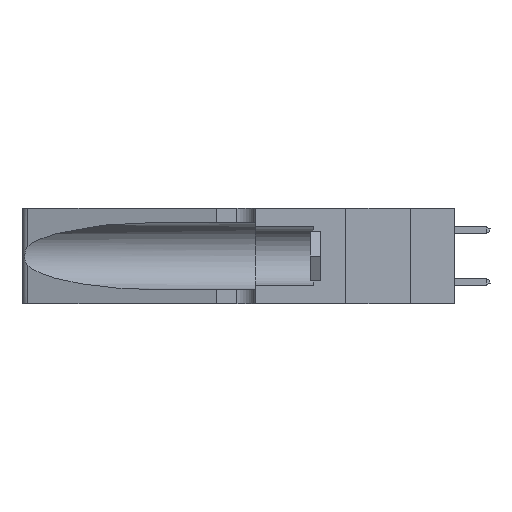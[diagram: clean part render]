
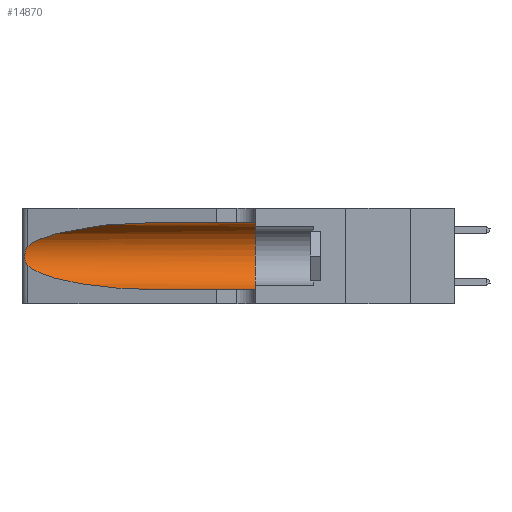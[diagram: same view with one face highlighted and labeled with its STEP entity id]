
A CAD part, left-side view. The second image highlights one B-rep face of the part: STEP entity #14870.
In plain terms, the highlighted cylindrical face has radius 3.308 mm (diameter 6.617 mm), a partial arc.
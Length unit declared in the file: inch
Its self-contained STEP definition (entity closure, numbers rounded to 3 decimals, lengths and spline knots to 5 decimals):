
#195 = CARTESIAN_POINT ( 'NONE',  ( 0.25487, 1.22718, 0.14631 ) ) ;
#1594 = CIRCLE ( 'NONE', #20708, 0.13025 ) ;
#1710 = CARTESIAN_POINT ( 'NONE',  ( 0.25487, 1.22718, 0.22369 ) ) ;
#1721 = VECTOR ( 'NONE', #23452, 39.37008 ) ;
#1913 = CARTESIAN_POINT ( 'NONE',  ( 0.18966, 0.96281, 0.31525 ) ) ;
#2071 = EDGE_CURVE ( 'NONE', #10700, #22083, #18091, .T. ) ;
#2273 = CARTESIAN_POINT ( 'NONE',  ( 0.25789, 1.23486, 0.15765 ) ) ;
#3313 = CARTESIAN_POINT ( 'NONE',  ( 0.25487, 1.22718, 0.14631 ) ) ;
#3417 = CARTESIAN_POINT ( 'NONE',  ( 0.2373, 1.15595, 0.08982 ) ) ;
#3563 = CYLINDRICAL_SURFACE ( 'NONE', #11785, 0.13025 ) ;
#3756 = EDGE_CURVE ( 'NONE', #20428, #22083, #1594, .T. ) ;
#3981 = B_SPLINE_CURVE_WITH_KNOTS ( 'NONE', 3,
 ( #11722, #18800, #23427, #9223, #25843, #13820, #7419, #14034, #11615, #30696, #2273, #9020, #11407, #195 ),
 .UNSPECIFIED., .F., .F.,
 ( 4, 2, 2, 2, 2, 2, 4 ),
 ( 0., 0.00027, 0.00053, 0.00107, 0.0016, 0.00187, 0.00214 ),
 .UNSPECIFIED. ) ;
#5796 = DIRECTION ( 'NONE',  ( 0., 0., 1. ) ) ;
#5866 = ORIENTED_EDGE ( 'NONE', *, *, #24923, .T. ) ;
#6259 = DIRECTION ( 'NONE',  ( 0., -1., 0. ) ) ;
#6427 = VERTEX_POINT ( 'NONE', #27904 ) ;
#7419 = CARTESIAN_POINT ( 'NONE',  ( 0.26075, 1.23896, 0.19203 ) ) ;
#8152 = DIRECTION ( 'NONE',  ( 0., -1., 0. ) ) ;
#8680 = ORIENTED_EDGE ( 'NONE', *, *, #3756, .F. ) ;
#8763 = CARTESIAN_POINT ( 'NONE',  ( 0.2373, 1.15595, 0.28018 ) ) ;
#8889 = ORIENTED_EDGE ( 'NONE', *, *, #10959, .T. ) ;
#9020 = CARTESIAN_POINT ( 'NONE',  ( 0.25639, 1.23186, 0.15144 ) ) ;
#9223 = CARTESIAN_POINT ( 'NONE',  ( 0.25787, 1.23484, 0.2124 ) ) ;
#10374 = CARTESIAN_POINT ( 'NONE',  ( 0.18966, 0.96281, 0.05475 ) ) ;
#10700 = VERTEX_POINT ( 'NONE', #16571 ) ;
#10959 = EDGE_CURVE ( 'NONE', #11792, #22222, #3981, .T. ) ;
#11407 = CARTESIAN_POINT ( 'NONE',  ( 0.25555, 1.22993, 0.14849 ) ) ;
#11522 = EDGE_CURVE ( 'NONE', #6427, #20428, #13896, .T. ) ;
#11615 = CARTESIAN_POINT ( 'NONE',  ( 0.26017, 1.23833, 0.17102 ) ) ;
#11722 = CARTESIAN_POINT ( 'NONE',  ( 0.25487, 1.22718, 0.22369 ) ) ;
#11759 = CARTESIAN_POINT ( 'NONE',  ( 0.1305, 0.35, 0.185 ) ) ;
#11785 = AXIS2_PLACEMENT_3D ( 'NONE', #15360, #8152, #24679 ) ;
#11792 = VERTEX_POINT ( 'NONE', #16660 ) ;
#12997 = ORIENTED_EDGE ( 'NONE', *, *, #25395, .T. ) ;
#13330 = ORIENTED_EDGE ( 'NONE', *, *, #11522, .F. ) ;
#13820 = CARTESIAN_POINT ( 'NONE',  ( 0.26018, 1.23835, 0.19895 ) ) ;
#13896 = LINE ( 'NONE', #20498, #19798 ) ;
#14034 = CARTESIAN_POINT ( 'NONE',  ( 0.26075, 1.23896, 0.178 ) ) ;
#14870 = ADVANCED_FACE ( 'NONE', ( #15494 ), #3563, .F. ) ;
#15360 = CARTESIAN_POINT ( 'NONE',  ( 0.1305, 1.61858, 0.185 ) ) ;
#15396 = CARTESIAN_POINT ( 'NONE',  ( 0.1305, 0.72297, 0.05475 ) ) ;
#15494 = FACE_OUTER_BOUND ( 'NONE', #28788, .T. ) ;
#15963 = ORIENTED_EDGE ( 'NONE', *, *, #2071, .T. ) ;
#16571 = CARTESIAN_POINT ( 'NONE',  ( 0.1305, 0.72297, 0.05475 ) ) ;
#16660 = CARTESIAN_POINT ( 'NONE',  ( 0.25487, 1.22718, 0.22369 ) ) ;
#17479 = CARTESIAN_POINT ( 'NONE',  ( 0.1305, 0.35, 0.05475 ) ) ;
#18091 = LINE ( 'NONE', #21290, #1721 ) ;
#18800 = CARTESIAN_POINT ( 'NONE',  ( 0.25555, 1.22994, 0.2215 ) ) ;
#19798 = VECTOR ( 'NONE', #6259, 39.37008 ) ;
#20428 = VERTEX_POINT ( 'NONE', #25516 ) ;
#20498 = CARTESIAN_POINT ( 'NONE',  ( 0.1305, 1.61858, 0.31525 ) ) ;
#20708 = AXIS2_PLACEMENT_3D ( 'NONE', #11759, #28342, #5796 ) ;
#21290 = CARTESIAN_POINT ( 'NONE',  ( 0.1305, 1.61858, 0.05475 ) ) ;
#21900 =( BOUNDED_CURVE ( )  B_SPLINE_CURVE ( 3, ( #3313, #3417, #10374, #15396 ),
 .UNSPECIFIED., .F., .T. ) 
 B_SPLINE_CURVE_WITH_KNOTS ( ( 4, 4 ),
 ( 3.44316, 4.71239 ),
 .UNSPECIFIED. ) 
 CURVE ( )  GEOMETRIC_REPRESENTATION_ITEM ( )  RATIONAL_B_SPLINE_CURVE ( ( 1., 0.87, 0.87, 1. ) ) 
 REPRESENTATION_ITEM ( '' )  );
#22083 = VERTEX_POINT ( 'NONE', #17479 ) ;
#22222 = VERTEX_POINT ( 'NONE', #29659 ) ;
#23427 = CARTESIAN_POINT ( 'NONE',  ( 0.25639, 1.23184, 0.21858 ) ) ;
#23452 = DIRECTION ( 'NONE',  ( 0., -1., 0. ) ) ;
#24679 = DIRECTION ( 'NONE',  ( 0., 0., -1. ) ) ;
#24923 = EDGE_CURVE ( 'NONE', #6427, #11792, #27411, .T. ) ;
#25395 = EDGE_CURVE ( 'NONE', #22222, #10700, #21900, .T. ) ;
#25516 = CARTESIAN_POINT ( 'NONE',  ( 0.1305, 0.35, 0.31525 ) ) ;
#25843 = CARTESIAN_POINT ( 'NONE',  ( 0.25854, 1.2359, 0.20912 ) ) ;
#27411 =( BOUNDED_CURVE ( )  B_SPLINE_CURVE ( 3, ( #30018, #1913, #8763, #1710 ),
 .UNSPECIFIED., .F., .T. ) 
 B_SPLINE_CURVE_WITH_KNOTS ( ( 4, 4 ),
 ( 1.5708, 2.84003 ),
 .UNSPECIFIED. ) 
 CURVE ( )  GEOMETRIC_REPRESENTATION_ITEM ( )  RATIONAL_B_SPLINE_CURVE ( ( 1., 0.87, 0.87, 1. ) ) 
 REPRESENTATION_ITEM ( '' )  );
#27904 = CARTESIAN_POINT ( 'NONE',  ( 0.1305, 0.72297, 0.31525 ) ) ;
#28342 = DIRECTION ( 'NONE',  ( 0., 1., 0. ) ) ;
#28788 = EDGE_LOOP ( 'NONE', ( #5866, #8889, #12997, #15963, #8680, #13330 ) ) ;
#29659 = CARTESIAN_POINT ( 'NONE',  ( 0.25487, 1.22718, 0.14631 ) ) ;
#30018 = CARTESIAN_POINT ( 'NONE',  ( 0.1305, 0.72297, 0.31525 ) ) ;
#30696 = CARTESIAN_POINT ( 'NONE',  ( 0.25856, 1.23593, 0.16098 ) ) ;
